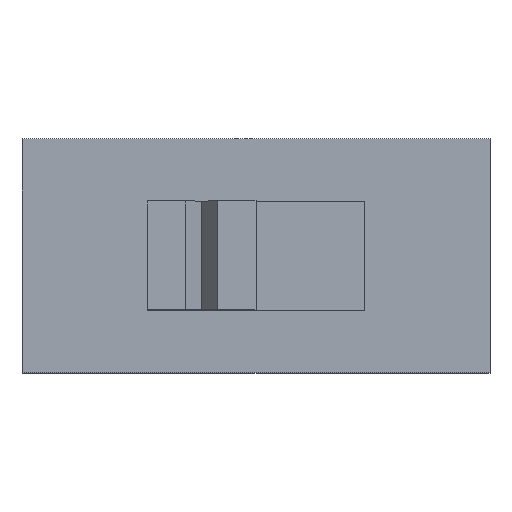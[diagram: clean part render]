
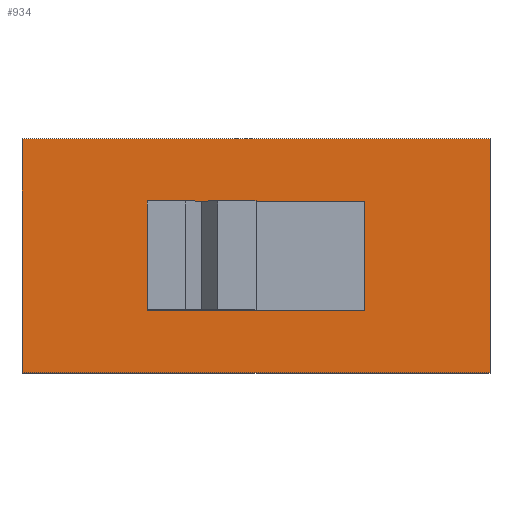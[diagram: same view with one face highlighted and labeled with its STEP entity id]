
A CAD part, top view. The second image highlights one B-rep face of the part: STEP entity #934.
In plain terms, the highlighted planar face has unit normal (0, 0, 1).
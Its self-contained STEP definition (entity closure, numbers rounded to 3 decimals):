
#92 = CARTESIAN_POINT ( 'NONE',  ( -2., 1., 4.7 ) ) ;
#176 = ORIENTED_EDGE ( 'NONE', *, *, #544, .F. ) ;
#233 = VERTEX_POINT ( 'NONE', #1659 ) ;
#255 = DIRECTION ( 'NONE',  ( 1., 0., 0. ) ) ;
#300 = EDGE_CURVE ( 'NONE', #1975, #2281, #2221, .T. ) ;
#326 = VERTEX_POINT ( 'NONE', #2633 ) ;
#395 = VECTOR ( 'NONE', #2572, 1000. ) ;
#473 = ORIENTED_EDGE ( 'NONE', *, *, #300, .T. ) ;
#479 = DIRECTION ( 'NONE',  ( -1., 0., 0. ) ) ;
#492 = VECTOR ( 'NONE', #479, 1000. ) ;
#518 = DIRECTION ( 'NONE',  ( 1., 0., 0. ) ) ;
#529 = VERTEX_POINT ( 'NONE', #1755 ) ;
#538 = CARTESIAN_POINT ( 'NONE',  ( 2., 1., 4.7 ) ) ;
#544 = EDGE_CURVE ( 'NONE', #1886, #529, #1258, .T. ) ;
#597 = EDGE_LOOP ( 'NONE', ( #2895, #1926, #1370, #473 ) ) ;
#623 = LINE ( 'NONE', #1557, #1044 ) ;
#709 = ORIENTED_EDGE ( 'NONE', *, *, #1331, .F. ) ;
#719 = CARTESIAN_POINT ( 'NONE',  ( -2., -1., 4.7 ) ) ;
#734 = CARTESIAN_POINT ( 'NONE',  ( -2., 1., 4.7 ) ) ;
#735 = PLANE ( 'NONE',  #813 ) ;
#736 = LINE ( 'NONE', #538, #2000 ) ;
#813 = AXIS2_PLACEMENT_3D ( 'NONE', #2198, #2429, #255 ) ;
#831 = DIRECTION ( 'NONE',  ( 0., 1., 0. ) ) ;
#870 = LINE ( 'NONE', #1808, #945 ) ;
#934 = ADVANCED_FACE ( 'NONE', ( #2107, #2857 ), #735, .T. ) ;
#945 = VECTOR ( 'NONE', #2926, 1000. ) ;
#1028 = EDGE_CURVE ( 'NONE', #2720, #1975, #870, .T. ) ;
#1044 = VECTOR ( 'NONE', #831, 1000. ) ;
#1123 = CARTESIAN_POINT ( 'NONE',  ( -4.3, -2.15, 4.7 ) ) ;
#1126 = VECTOR ( 'NONE', #518, 1000. ) ;
#1258 = LINE ( 'NONE', #92, #2817 ) ;
#1331 = EDGE_CURVE ( 'NONE', #529, #233, #1868, .T. ) ;
#1336 = EDGE_CURVE ( 'NONE', #2504, #1886, #2811, .T. ) ;
#1352 = CARTESIAN_POINT ( 'NONE',  ( 4.3, -2.15, 4.7 ) ) ;
#1370 = ORIENTED_EDGE ( 'NONE', *, *, #1028, .T. ) ;
#1557 = CARTESIAN_POINT ( 'NONE',  ( 4.3, 2.15, 4.7 ) ) ;
#1625 = CARTESIAN_POINT ( 'NONE',  ( -2., 1., 4.7 ) ) ;
#1658 = DIRECTION ( 'NONE',  ( 0., 1., 0. ) ) ;
#1659 = CARTESIAN_POINT ( 'NONE',  ( 2., -1., 4.7 ) ) ;
#1672 = DIRECTION ( 'NONE',  ( 1., 0., 0. ) ) ;
#1719 = CARTESIAN_POINT ( 'NONE',  ( -4.3, -2.15, 4.7 ) ) ;
#1755 = CARTESIAN_POINT ( 'NONE',  ( -2., -1., 4.7 ) ) ;
#1805 = ORIENTED_EDGE ( 'NONE', *, *, #1336, .F. ) ;
#1808 = CARTESIAN_POINT ( 'NONE',  ( -4.3, 2.15, 4.7 ) ) ;
#1868 = LINE ( 'NONE', #719, #2736 ) ;
#1886 = VERTEX_POINT ( 'NONE', #734 ) ;
#1926 = ORIENTED_EDGE ( 'NONE', *, *, #2849, .T. ) ;
#1975 = VERTEX_POINT ( 'NONE', #1123 ) ;
#2000 = VECTOR ( 'NONE', #1658, 1000. ) ;
#2013 = ORIENTED_EDGE ( 'NONE', *, *, #2527, .F. ) ;
#2091 = CARTESIAN_POINT ( 'NONE',  ( -4.3, 2.15, 4.7 ) ) ;
#2096 = CARTESIAN_POINT ( 'NONE',  ( 2., 1., 4.7 ) ) ;
#2107 = FACE_BOUND ( 'NONE', #2505, .T. ) ;
#2198 = CARTESIAN_POINT ( 'NONE',  ( 0., 0., 4.7 ) ) ;
#2221 = LINE ( 'NONE', #1719, #1126 ) ;
#2281 = VERTEX_POINT ( 'NONE', #1352 ) ;
#2286 = CARTESIAN_POINT ( 'NONE',  ( -4.3, 2.15, 4.7 ) ) ;
#2429 = DIRECTION ( 'NONE',  ( 0., 0., 1. ) ) ;
#2504 = VERTEX_POINT ( 'NONE', #2096 ) ;
#2505 = EDGE_LOOP ( 'NONE', ( #2013, #709, #176, #1805 ) ) ;
#2527 = EDGE_CURVE ( 'NONE', #233, #2504, #736, .T. ) ;
#2572 = DIRECTION ( 'NONE',  ( -1., 0., 0. ) ) ;
#2633 = CARTESIAN_POINT ( 'NONE',  ( 4.3, 2.15, 4.7 ) ) ;
#2714 = EDGE_CURVE ( 'NONE', #2281, #326, #623, .T. ) ;
#2720 = VERTEX_POINT ( 'NONE', #2286 ) ;
#2736 = VECTOR ( 'NONE', #1672, 1000. ) ;
#2811 = LINE ( 'NONE', #1625, #492 ) ;
#2817 = VECTOR ( 'NONE', #2932, 1000. ) ;
#2849 = EDGE_CURVE ( 'NONE', #326, #2720, #3014, .T. ) ;
#2857 = FACE_OUTER_BOUND ( 'NONE', #597, .T. ) ;
#2895 = ORIENTED_EDGE ( 'NONE', *, *, #2714, .T. ) ;
#2926 = DIRECTION ( 'NONE',  ( 0., -1., 0. ) ) ;
#2932 = DIRECTION ( 'NONE',  ( 0., -1., 0. ) ) ;
#3014 = LINE ( 'NONE', #2091, #395 ) ;
